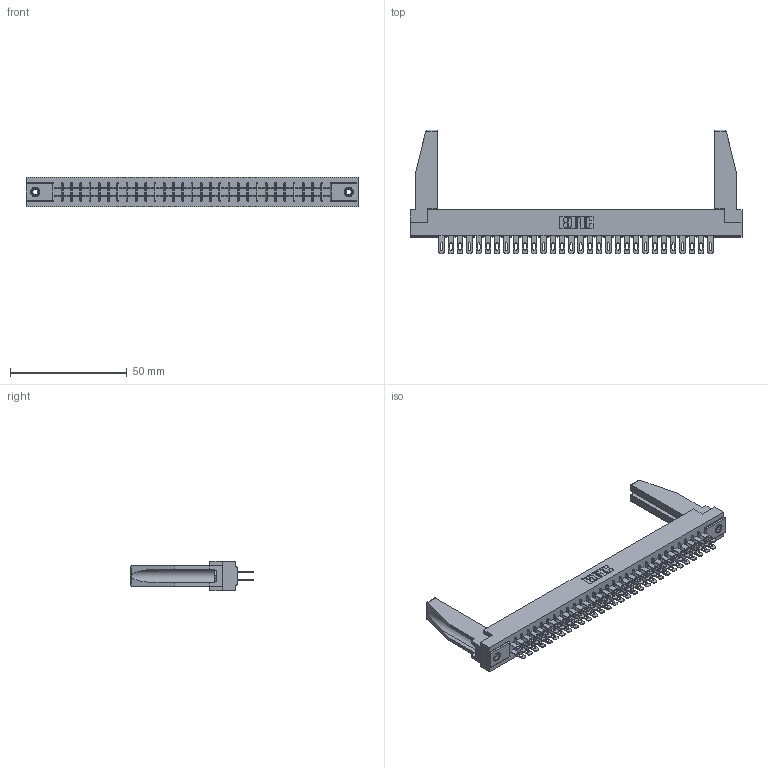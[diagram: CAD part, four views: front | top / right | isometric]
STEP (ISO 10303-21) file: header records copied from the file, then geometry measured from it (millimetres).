
FILE_DESCRIPTION (( 'STEP AP203' ), '1' );
FILE_NAME ('315-060-500-278.STEP', '2019-09-10T19:54:48', ( '' ), ( '' ), 'SwSTEP 2.0', 'SolidWorks 2016', '' );
FILE_SCHEMA (( 'CONFIG_CONTROL_DESIGN' ));
Length unit declared in the file: inch
Products named in the file (5): 305-290-001_500; 305 Part_.156 Dia; 307-220-078; 315-060-500-278; 345-250-001_345-250-001-102
Assembly tree (65 placements, depth 2):
  315-060-500-278
    305 Part_.156 Dia
    305-290-001_500  x60
    345-250-001_345-250-001-102  x2
    307-220-078  x2
Bounding box: 141.88 x 52.88 x 12.7 mm (x, y, z)
Volume: 18912.3 mm3; surface area: 23697.8 mm2
Topology: 65 solids, 65 shells, 3246 faces, 9256 edges, 6000 vertices
Faces by surface type: plane 1832, cylinder 1278, sphere 120, cone 12, torus 4
Entity records: 36404 total; most frequent: CARTESIAN_POINT 6030, ORIENTED_EDGE 5942, DIRECTION 5803, EDGE_CURVE 2971, VECTOR 2385, LINE 2385, VERTEX_POINT 1894, AXIS2_PLACEMENT_3D 1709
